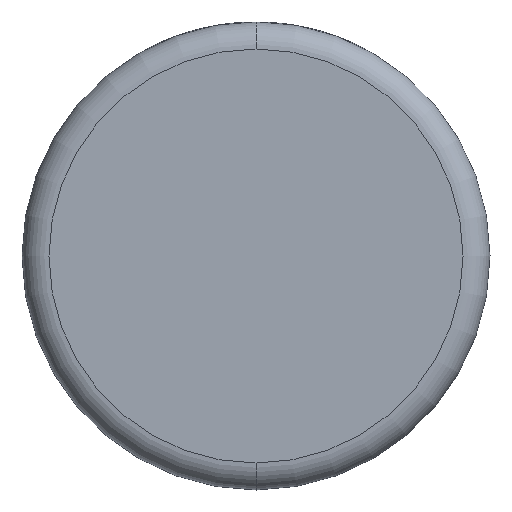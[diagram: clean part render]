
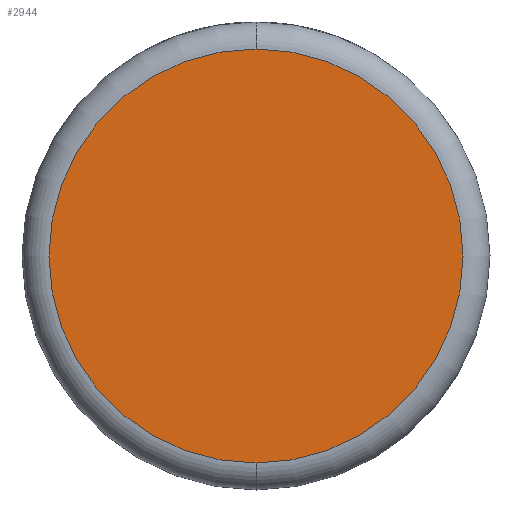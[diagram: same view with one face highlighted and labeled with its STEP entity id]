
A CAD part, front view. The second image highlights one B-rep face of the part: STEP entity #2944.
In plain terms, the highlighted planar face has unit normal (0, -1, 0).
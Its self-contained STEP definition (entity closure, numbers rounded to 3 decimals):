
#115 = CIRCLE ( 'NONE', #3278, 18.138 ) ;
#185 = CARTESIAN_POINT ( 'NONE',  ( 0., 0., 0. ) ) ;
#213 = EDGE_CURVE ( 'NONE', #1609, #2898, #115, .T. ) ;
#216 = DIRECTION ( 'NONE',  ( 0., -1., 0. ) ) ;
#220 = DIRECTION ( 'NONE',  ( 0., -1., 0. ) ) ;
#362 = ORIENTED_EDGE ( 'NONE', *, *, #213, .T. ) ;
#483 = DIRECTION ( 'NONE',  ( 0., 1., 0. ) ) ;
#1536 = CIRCLE ( 'NONE', #3567, 18.138 ) ;
#1580 = CARTESIAN_POINT ( 'NONE',  ( 0., 0., -18.138 ) ) ;
#1609 = VERTEX_POINT ( 'NONE', #1580 ) ;
#2055 = CARTESIAN_POINT ( 'NONE',  ( 0., 0., 18.138 ) ) ;
#2089 = CARTESIAN_POINT ( 'NONE',  ( 0., 0., 0. ) ) ;
#2095 = DIRECTION ( 'NONE',  ( 0., 0., 1. ) ) ;
#2132 = EDGE_LOOP ( 'NONE', ( #3748, #362 ) ) ;
#2757 = PLANE ( 'NONE',  #3523 ) ;
#2898 = VERTEX_POINT ( 'NONE', #2055 ) ;
#2944 = ADVANCED_FACE ( 'NONE', ( #4524 ), #2757, .F. ) ;
#3258 = CARTESIAN_POINT ( 'NONE',  ( 0., 0., 0. ) ) ;
#3278 = AXIS2_PLACEMENT_3D ( 'NONE', #2089, #220, #3906 ) ;
#3523 = AXIS2_PLACEMENT_3D ( 'NONE', #185, #483, #3535 ) ;
#3535 = DIRECTION ( 'NONE',  ( 0., 0., 1. ) ) ;
#3567 = AXIS2_PLACEMENT_3D ( 'NONE', #3258, #216, #2095 ) ;
#3748 = ORIENTED_EDGE ( 'NONE', *, *, #4378, .T. ) ;
#3906 = DIRECTION ( 'NONE',  ( 0., 0., 1. ) ) ;
#4378 = EDGE_CURVE ( 'NONE', #2898, #1609, #1536, .T. ) ;
#4524 = FACE_OUTER_BOUND ( 'NONE', #2132, .T. ) ;
